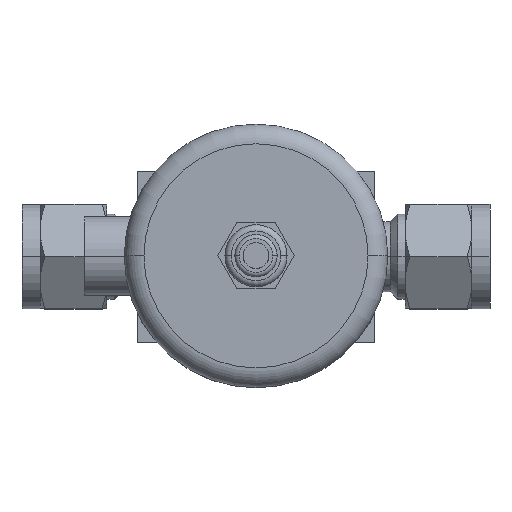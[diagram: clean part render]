
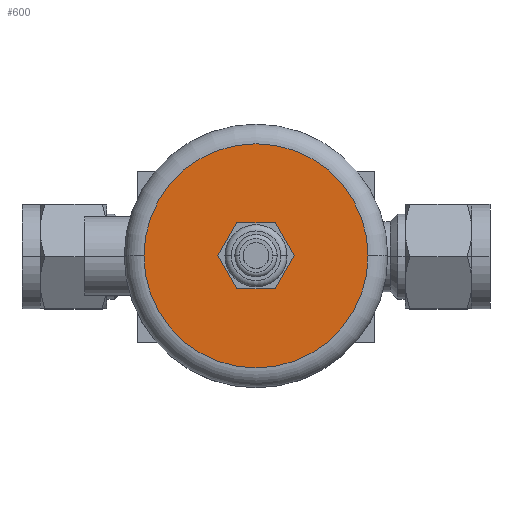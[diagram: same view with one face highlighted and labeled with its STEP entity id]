
A CAD part, top view. The second image highlights one B-rep face of the part: STEP entity #600.
In plain terms, the highlighted planar face has unit normal (0, 0, 1).
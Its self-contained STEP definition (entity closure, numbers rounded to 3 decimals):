
#368=CARTESIAN_POINT('POINT25',(-3.208,5.556,
   82.804));
#369=VERTEX_POINT('VERTEX25',#368);
#376=CARTESIAN_POINT('POINT26',(-6.416,
   0.,82.804));
#377=VERTEX_POINT('VERTEX26',#376);
#378=CARTESIAN_POINT('POS39',(-3.208,5.556,
   82.804));
#379=DIRECTION('DIR64',(-0.5,-0.866,0.));
#380=VECTOR('VEC14',#379,25.4);
#381=LINE('STRAIGHT14',#378,#380);
#382=EDGE_CURVE('EDGE36',#369,#377,#381,.T.);
#400=CARTESIAN_POINT('POINT27',(-3.208,-5.556,
   82.804));
#401=VERTEX_POINT('VERTEX27',#400);
#402=CARTESIAN_POINT('POS42',(-6.416,
   0.,82.804));
#403=DIRECTION('DIR68',(0.5,-0.866,0.));
#404=VECTOR('VEC16',#403,25.4);
#405=LINE('STRAIGHT16',#402,#404);
#406=EDGE_CURVE('EDGE38',#377,#401,#405,.T.);
#424=CARTESIAN_POINT('POINT28',(3.208,-5.556,
   82.804));
#425=VERTEX_POINT('VERTEX28',#424);
#426=CARTESIAN_POINT('POS45',(-3.208,-5.556,
   82.804));
#427=DIRECTION('DIR72',(1.,0.,0.));
#428=VECTOR('VEC18',#427,25.4);
#429=LINE('STRAIGHT18',#426,#428);
#430=EDGE_CURVE('EDGE40',#401,#425,#429,.T.);
#448=CARTESIAN_POINT('POINT29',(6.416,
   0.,82.804));
#449=VERTEX_POINT('VERTEX29',#448);
#450=CARTESIAN_POINT('POS48',(3.208,-5.556,
   82.804));
#451=DIRECTION('DIR76',(0.5,0.866,0.));
#452=VECTOR('VEC20',#451,25.4);
#453=LINE('STRAIGHT20',#450,#452);
#454=EDGE_CURVE('EDGE42',#425,#449,#453,.T.);
#472=CARTESIAN_POINT('POINT30',(3.208,5.556,
   82.804));
#473=VERTEX_POINT('VERTEX30',#472);
#474=CARTESIAN_POINT('POS51',(6.416,
   0.,82.804));
#475=DIRECTION('DIR80',(-0.5,0.866,0.));
#476=VECTOR('VEC22',#475,25.4);
#477=LINE('STRAIGHT22',#474,#476);
#478=EDGE_CURVE('EDGE44',#449,#473,#477,.T.);
#496=CARTESIAN_POINT('POS54',(0.,5.556,
   82.804));
#497=DIRECTION('DIR84',(-1.,0.,0.));
#498=VECTOR('VEC24',#497,25.4);
#499=LINE('STRAIGHT24',#496,#498);
#500=EDGE_CURVE('EDGE46',#473,#369,#499,.T.);
#572=CARTESIAN_POINT('POINT35',(-18.796,0.,
   82.804));
#573=VERTEX_POINT('VERTEX35',#572);
#574=CARTESIAN_POINT('POINT36',(18.796,0.,82.804));
#575=VERTEX_POINT('VERTEX36',#574);
#576=CARTESIAN_POINT('POS62',(0.,0.,82.804));
#577=DIRECTION('DIR97',(0.,0.,-1.));
#578=DIRECTION('DIR98',(-1.,0.,0.));
#579=AXIS2_PLACEMENT_3D('AXIS36',#576,#577,#578);
#580=CIRCLE('ELLIPSE18',#579,18.796);
#581=EDGE_CURVE('EDGE53',#573,#575,#580,.T.);
#582=ORIENTED_EDGE('COEDGE95',*,*,#581,.F.);
#583=EDGE_CURVE('EDGE54',#575,#573,#580,.T.);
#584=ORIENTED_EDGE('COEDGE96',*,*,#583,.F.);
#585=EDGE_LOOP('NONE',(#582,#584));
#586=FACE_BOUND('LOOP1',#585,.T.);
#587=ORIENTED_EDGE('COEDGE97',*,*,#500,.F.);
#588=ORIENTED_EDGE('COEDGE98',*,*,#478,.F.);
#589=ORIENTED_EDGE('COEDGE99',*,*,#454,.F.);
#590=ORIENTED_EDGE('COEDGE100',*,*,#430,.F.);
#591=ORIENTED_EDGE('COEDGE101',*,*,#406,.F.);
#592=ORIENTED_EDGE('COEDGE102',*,*,#382,.F.);
#593=EDGE_LOOP('NONE',(#587,#588,#589,#590,#591,#592));
#594=FACE_BOUND('LOOP1',#593,.T.);
#595=CARTESIAN_POINT('POS63',(-9.398,0.,
   82.804));
#596=DIRECTION('DIR99',(0.,0.,1.));
#597=DIRECTION('DIR100',(1.,0.,0.));
#598=AXIS2_PLACEMENT_3D('AXIS37',#595,#596,#597);
#599=PLANE('PLANE13',#598);
#600=ADVANCED_FACE('FACE25',(#586,#594),#599,.T.);
